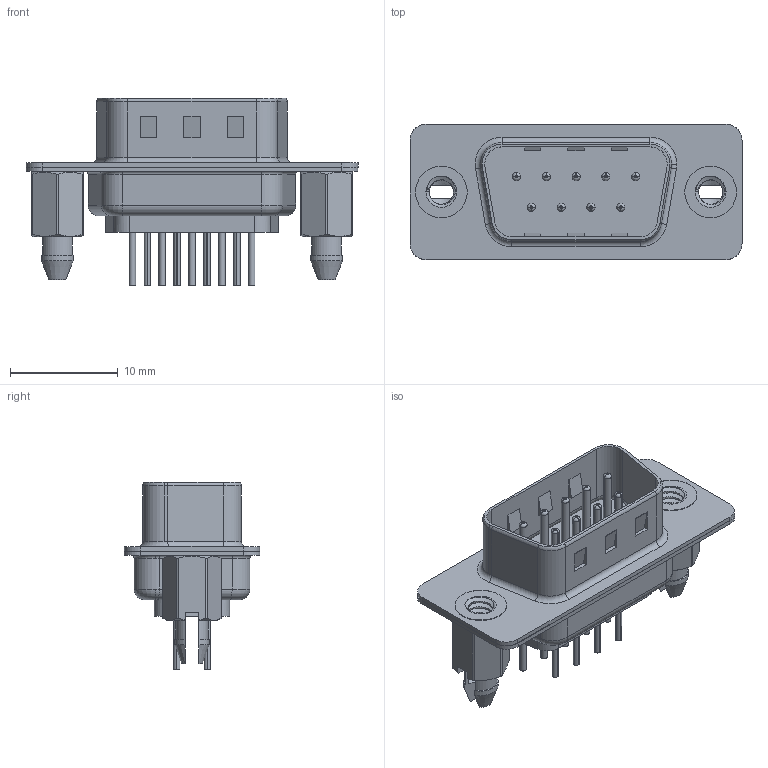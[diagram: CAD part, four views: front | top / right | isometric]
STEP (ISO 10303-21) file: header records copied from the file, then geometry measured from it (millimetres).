
FILE_DESCRIPTION (( 'STEP AP203' ), '1' );
FILE_NAME ('MHDD-09MNS-E1.STEP', '2025-11-12T19:48:47', ( '' ), ( '' ), 'SwSTEP 2.0', 'SolidWorks 2023', '' );
FILE_SCHEMA (( 'CONFIG_CONTROL_DESIGN' ));
Length unit declared in the file: millimetre
Products named in the file (7): MHDD Shell Front_09 Contacts; MHDD Contact Row 1_20L; MHDD-09MNS-E1; MHDD Shell Rear_09 Contacts; MHDD Housing_09 LP; MHDD 4-40 Threaded Boardlock_LP; MHDD Contact Row 2_20L
Assembly tree (14 placements, depth 2):
  MHDD-09MNS-E1
    MHDD Housing_09 LP
    MHDD Shell Front_09 Contacts
    MHDD Shell Rear_09 Contacts
    MHDD Contact Row 1_20L  x5
    MHDD Contact Row 2_20L  x4
    MHDD 4-40 Threaded Boardlock_LP  x2
Bounding box: 30.81 x 12.6 x 17.42 mm (x, y, z)
Volume: 1406.7 mm3; surface area: 4200.8 mm2
Topology: 14 solids, 14 shells, 1260 faces, 3304 edges, 2063 vertices
Faces by surface type: cylinder 494, plane 355, torus 299, cone 106, bspline 6
Entity records: 19734 total; most frequent: CARTESIAN_POINT 4931, DIRECTION 3068, ORIENTED_EDGE 2850, EDGE_CURVE 1425, AXIS2_PLACEMENT_3D 1224, VERTEX_POINT 903, CIRCLE 650, EDGE_LOOP 630
